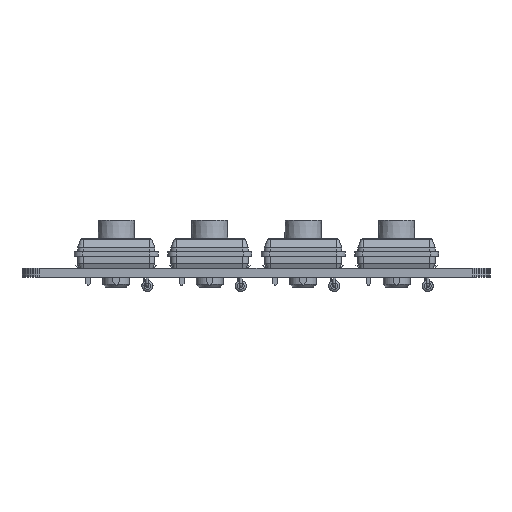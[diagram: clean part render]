
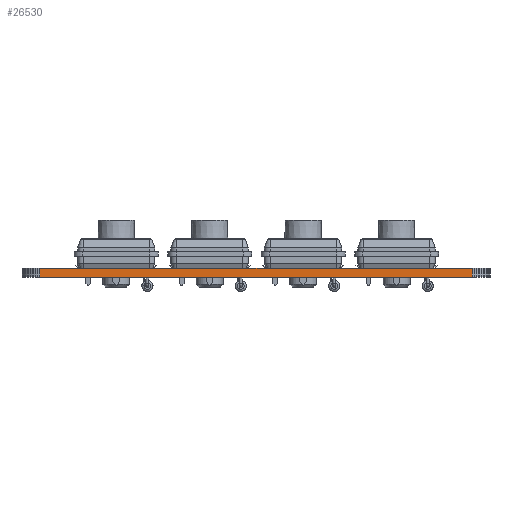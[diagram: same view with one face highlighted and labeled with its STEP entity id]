
A CAD part, front view. The second image highlights one B-rep face of the part: STEP entity #26530.
In plain terms, the highlighted planar face has unit normal (0, -1, 0).
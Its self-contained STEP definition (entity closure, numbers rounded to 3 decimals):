
#15152 = PLANE('',#15153);
#15153 = AXIS2_PLACEMENT_3D('',#15154,#15155,#15156);
#15154 = CARTESIAN_POINT('',(148.102,-98.181,1.6));
#15155 = DIRECTION('',(-0.,-0.,-1.));
#15156 = DIRECTION('',(-1.,0.,0.));
#15206 = PLANE('',#15207);
#15207 = AXIS2_PLACEMENT_3D('',#15208,#15209,#15210);
#15208 = CARTESIAN_POINT('',(148.102,-98.181,0.));
#15209 = DIRECTION('',(-0.,-0.,-1.));
#15210 = DIRECTION('',(-1.,0.,0.));
#16071 = VERTEX_POINT('',#16072);
#16072 = CARTESIAN_POINT('',(186.667,-146.844,0.));
#16086 = PLANE('',#16087);
#16087 = AXIS2_PLACEMENT_3D('',#16088,#16089,#16090);
#16088 = CARTESIAN_POINT('',(187.023,-146.824,0.));
#16089 = DIRECTION('',(0.056,-0.998,0.));
#16090 = DIRECTION('',(-0.998,-0.056,0.));
#16098 = EDGE_CURVE('',#16071,#16099,#16101,.T.);
#16099 = VERTEX_POINT('',#16100);
#16100 = CARTESIAN_POINT('',(109.538,-146.844,0.));
#16101 = SURFACE_CURVE('',#16102,(#16106,#16113),.PCURVE_S1.);
#16102 = LINE('',#16103,#16104);
#16103 = CARTESIAN_POINT('',(186.667,-146.844,0.));
#16104 = VECTOR('',#16105,1.);
#16105 = DIRECTION('',(-1.,0.,0.));
#16106 = PCURVE('',#15206,#16107);
#16107 = DEFINITIONAL_REPRESENTATION('',(#16108),#16112);
#16108 = LINE('',#16109,#16110);
#16109 = CARTESIAN_POINT('',(-38.565,-48.663));
#16110 = VECTOR('',#16111,1.);
#16111 = DIRECTION('',(1.,0.));
#16112 = ( GEOMETRIC_REPRESENTATION_CONTEXT(2) 
PARAMETRIC_REPRESENTATION_CONTEXT() REPRESENTATION_CONTEXT('2D SPACE',''
  ) );
#16113 = PCURVE('',#16114,#16119);
#16114 = PLANE('',#16115);
#16115 = AXIS2_PLACEMENT_3D('',#16116,#16117,#16118);
#16116 = CARTESIAN_POINT('',(186.667,-146.844,0.));
#16117 = DIRECTION('',(0.,-1.,0.));
#16118 = DIRECTION('',(-1.,0.,0.));
#16119 = DEFINITIONAL_REPRESENTATION('',(#16120),#16124);
#16120 = LINE('',#16121,#16122);
#16121 = CARTESIAN_POINT('',(0.,-0.));
#16122 = VECTOR('',#16123,1.);
#16123 = DIRECTION('',(1.,0.));
#16124 = ( GEOMETRIC_REPRESENTATION_CONTEXT(2) 
PARAMETRIC_REPRESENTATION_CONTEXT() REPRESENTATION_CONTEXT('2D SPACE',''
  ) );
#16142 = PLANE('',#16143);
#16143 = AXIS2_PLACEMENT_3D('',#16144,#16145,#16146);
#16144 = CARTESIAN_POINT('',(109.538,-146.844,0.));
#16145 = DIRECTION('',(-0.056,-0.998,0.));
#16146 = DIRECTION('',(-0.998,0.056,0.));
#21216 = VERTEX_POINT('',#21217);
#21217 = CARTESIAN_POINT('',(186.667,-146.844,1.6));
#21238 = EDGE_CURVE('',#21216,#21239,#21241,.T.);
#21239 = VERTEX_POINT('',#21240);
#21240 = CARTESIAN_POINT('',(109.538,-146.844,1.6));
#21241 = SURFACE_CURVE('',#21242,(#21246,#21253),.PCURVE_S1.);
#21242 = LINE('',#21243,#21244);
#21243 = CARTESIAN_POINT('',(186.667,-146.844,1.6));
#21244 = VECTOR('',#21245,1.);
#21245 = DIRECTION('',(-1.,0.,0.));
#21246 = PCURVE('',#15152,#21247);
#21247 = DEFINITIONAL_REPRESENTATION('',(#21248),#21252);
#21248 = LINE('',#21249,#21250);
#21249 = CARTESIAN_POINT('',(-38.565,-48.663));
#21250 = VECTOR('',#21251,1.);
#21251 = DIRECTION('',(1.,0.));
#21252 = ( GEOMETRIC_REPRESENTATION_CONTEXT(2) 
PARAMETRIC_REPRESENTATION_CONTEXT() REPRESENTATION_CONTEXT('2D SPACE',''
  ) );
#21253 = PCURVE('',#16114,#21254);
#21254 = DEFINITIONAL_REPRESENTATION('',(#21255),#21259);
#21255 = LINE('',#21256,#21257);
#21256 = CARTESIAN_POINT('',(0.,-1.6));
#21257 = VECTOR('',#21258,1.);
#21258 = DIRECTION('',(1.,0.));
#21259 = ( GEOMETRIC_REPRESENTATION_CONTEXT(2) 
PARAMETRIC_REPRESENTATION_CONTEXT() REPRESENTATION_CONTEXT('2D SPACE',''
  ) );
#26482 = EDGE_CURVE('',#16071,#21216,#26483,.T.);
#26483 = SURFACE_CURVE('',#26484,(#26488,#26495),.PCURVE_S1.);
#26484 = LINE('',#26485,#26486);
#26485 = CARTESIAN_POINT('',(186.667,-146.844,0.));
#26486 = VECTOR('',#26487,1.);
#26487 = DIRECTION('',(0.,0.,1.));
#26488 = PCURVE('',#16086,#26489);
#26489 = DEFINITIONAL_REPRESENTATION('',(#26490),#26494);
#26490 = LINE('',#26491,#26492);
#26491 = CARTESIAN_POINT('',(0.356,0.));
#26492 = VECTOR('',#26493,1.);
#26493 = DIRECTION('',(0.,-1.));
#26494 = ( GEOMETRIC_REPRESENTATION_CONTEXT(2) 
PARAMETRIC_REPRESENTATION_CONTEXT() REPRESENTATION_CONTEXT('2D SPACE',''
  ) );
#26495 = PCURVE('',#16114,#26496);
#26496 = DEFINITIONAL_REPRESENTATION('',(#26497),#26501);
#26497 = LINE('',#26498,#26499);
#26498 = CARTESIAN_POINT('',(0.,-0.));
#26499 = VECTOR('',#26500,1.);
#26500 = DIRECTION('',(0.,-1.));
#26501 = ( GEOMETRIC_REPRESENTATION_CONTEXT(2) 
PARAMETRIC_REPRESENTATION_CONTEXT() REPRESENTATION_CONTEXT('2D SPACE',''
  ) );
#26530 = ADVANCED_FACE('',(#26531),#16114,.T.);
#26531 = FACE_BOUND('',#26532,.T.);
#26532 = EDGE_LOOP('',(#26533,#26534,#26535,#26556));
#26533 = ORIENTED_EDGE('',*,*,#26482,.T.);
#26534 = ORIENTED_EDGE('',*,*,#21238,.T.);
#26535 = ORIENTED_EDGE('',*,*,#26536,.F.);
#26536 = EDGE_CURVE('',#16099,#21239,#26537,.T.);
#26537 = SURFACE_CURVE('',#26538,(#26542,#26549),.PCURVE_S1.);
#26538 = LINE('',#26539,#26540);
#26539 = CARTESIAN_POINT('',(109.538,-146.844,0.));
#26540 = VECTOR('',#26541,1.);
#26541 = DIRECTION('',(0.,0.,1.));
#26542 = PCURVE('',#16114,#26543);
#26543 = DEFINITIONAL_REPRESENTATION('',(#26544),#26548);
#26544 = LINE('',#26545,#26546);
#26545 = CARTESIAN_POINT('',(77.13,0.));
#26546 = VECTOR('',#26547,1.);
#26547 = DIRECTION('',(0.,-1.));
#26548 = ( GEOMETRIC_REPRESENTATION_CONTEXT(2) 
PARAMETRIC_REPRESENTATION_CONTEXT() REPRESENTATION_CONTEXT('2D SPACE',''
  ) );
#26549 = PCURVE('',#16142,#26550);
#26550 = DEFINITIONAL_REPRESENTATION('',(#26551),#26555);
#26551 = LINE('',#26552,#26553);
#26552 = CARTESIAN_POINT('',(0.,0.));
#26553 = VECTOR('',#26554,1.);
#26554 = DIRECTION('',(0.,-1.));
#26555 = ( GEOMETRIC_REPRESENTATION_CONTEXT(2) 
PARAMETRIC_REPRESENTATION_CONTEXT() REPRESENTATION_CONTEXT('2D SPACE',''
  ) );
#26556 = ORIENTED_EDGE('',*,*,#16098,.F.);
